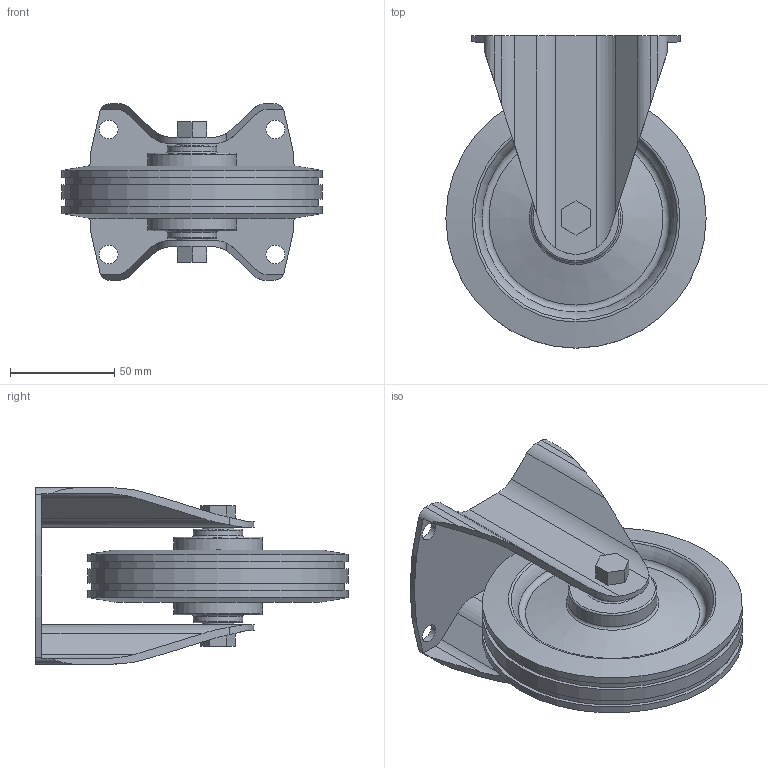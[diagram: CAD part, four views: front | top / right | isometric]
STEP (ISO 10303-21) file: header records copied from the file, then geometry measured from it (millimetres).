
FILE_DESCRIPTION(/* description */ ('STEP AP214'),/* implementation_level */ '2;1');
FILE_NAME(/* name */ 'K1761.1253810',/* time_stamp */ '2025-06-24T14:15:20+02:00',/* author */ ('License CC BY-ND 4.0'),/* organization */ ('CADENAS'),/* preprocessor_version */ 'ST-DEVELOPER v19.3',/* originating_system */ 'PARTsolutions',/* authorisation */ ' ');
FILE_SCHEMA (('AUTOMOTIVE_DESIGN {1 0 10303 214 3 1 1}'));
Length unit declared in the file: millimetre
Products named in the file (1): K1761.1253810
Bounding box: 125 x 150 x 85 mm (x, y, z)
Volume: 307194.3 mm3; surface area: 82420.4 mm2
Topology: 1 solids, 1 shells, 105 faces, 265 edges, 172 vertices
Faces by surface type: plane 48, cylinder 39, torus 14, cone 4
Full cylindrical faces by diameter (mm): 9 x4, 15 x2, 23.75 x2, 42.75 x2, 121.5 x2, 125 x3
Entity records: 3012 total; most frequent: CARTESIAN_POINT 530, DIRECTION 528, ORIENTED_EDGE 452, EDGE_CURVE 226, AXIS2_PLACEMENT_3D 204, VERTEX_POINT 166, EDGE_LOOP 158, FACE_BOUND 158
